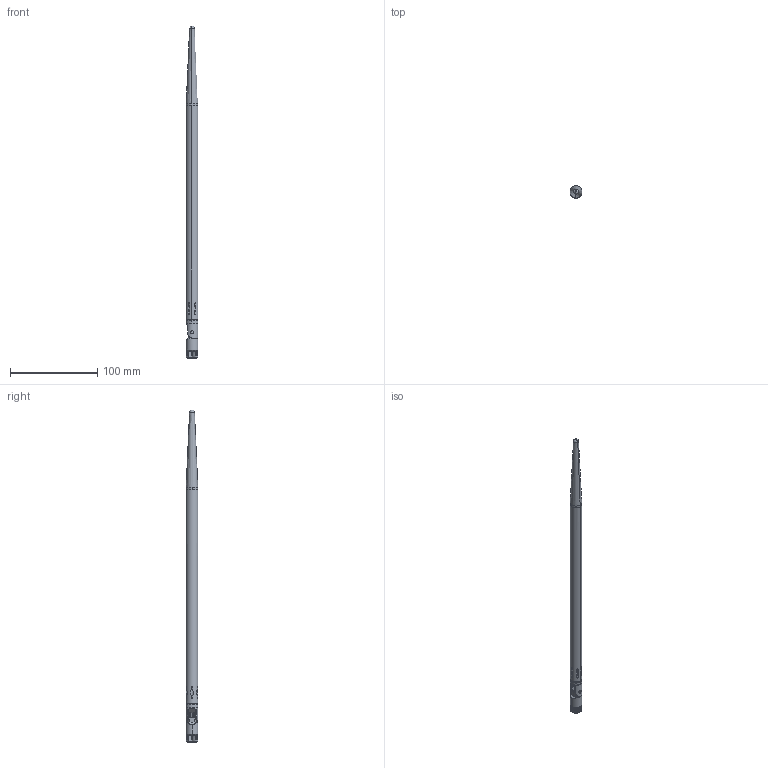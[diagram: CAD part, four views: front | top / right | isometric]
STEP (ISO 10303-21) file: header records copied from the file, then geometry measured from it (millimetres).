
FILE_DESCRIPTION (( 'STEP AP214' ), '1' );
FILE_NAME ('HG2409RD-RSP.STEP', '2020-03-13T14:46:10', ( '' ), ( '' ), 'SwSTEP 2.0', 'SolidWorks 2018', '' );
FILE_SCHEMA (( 'AUTOMOTIVE_DESIGN' ));
Length unit declared in the file: millimetre
Products named in the file (7): HG2409RD-RSP_Antenna radome; HG2409RD-RSP_Connector; HG2409RD-RSP; HG2409RD-RSP_Antenna swivel pin; HG2409RD-RSP_Antenna; HG2409RD-RSP_Antenna swivel; HG2409RD-RSP_Antenna swivel-2
Assembly tree (7 placements, depth 3):
  HG2409RD-RSP
    HG2409RD-RSP_Antenna
      HG2409RD-RSP_Antenna swivel
      HG2409RD-RSP_Antenna swivel-2
      HG2409RD-RSP_Antenna radome
      HG2409RD-RSP_Antenna swivel pin  x2
    HG2409RD-RSP_Connector
Bounding box: 13.5 x 13.5 x 380 mm (x, y, z)
Volume: 25069.7 mm3; surface area: 28094.6 mm2
Topology: 6 solids, 6 shells, 482 faces, 1145 edges, 712 vertices
Faces by surface type: cylinder 127, cone 112, plane 109, bspline 101, torus 31, sphere 2
Entity records: 15375 total; most frequent: CARTESIAN_POINT 4674, ORIENTED_EDGE 2246, DIRECTION 2052, EDGE_CURVE 1123, AXIS2_PLACEMENT_3D 790, VERTEX_POINT 698, EDGE_LOOP 521, VECTOR 472
